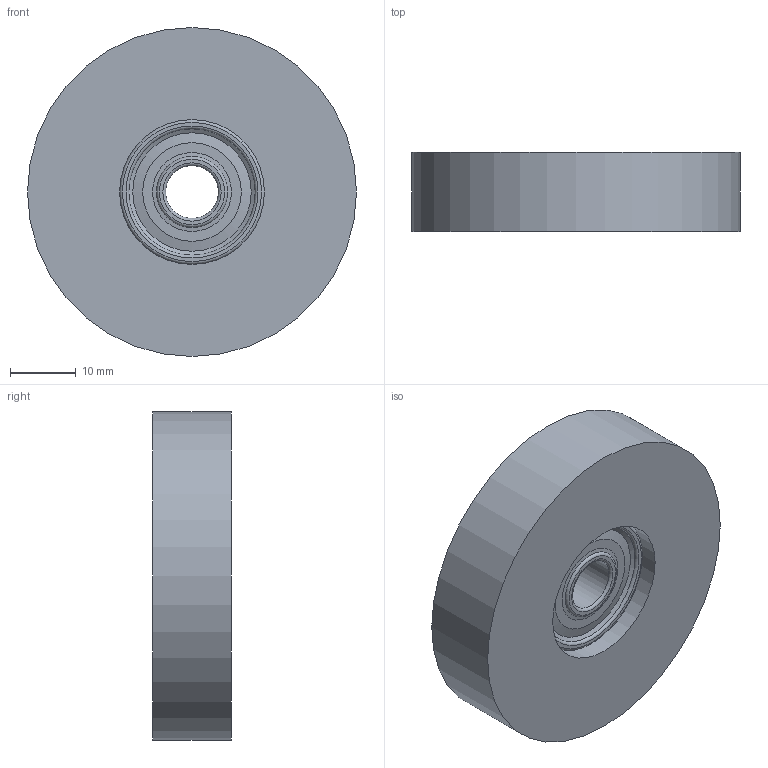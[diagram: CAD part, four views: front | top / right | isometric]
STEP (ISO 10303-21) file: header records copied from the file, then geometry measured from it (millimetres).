
FILE_DESCRIPTION(/* description */ (''),/* implementation_level */ '2;1');
FILE_NAME(/* name */ 'F0850-12 v1.step',/* time_stamp */ '2023-09-19T19:02:16+08:00',/* author */ (''),/* organization */ (''),/* preprocessor_version */ 'ST-DEVELOPER v20',/* originating_system */ 'Autodesk Translation Framework v12.14.0.127',/* authorisation */ '');
FILE_SCHEMA (('AUTOMOTIVE_DESIGN { 1 0 10303 214 3 1 1 }'));
Length unit declared in the file: millimetre
Products named in the file (1): F0850-12
Bounding box: 50 x 12 x 50 mm (x, y, z)
Volume: 20141.3 mm3; surface area: 7118 mm2
Topology: 1 solids, 2 shells, 27 faces, 46 edges, 27 vertices
Faces by surface type: torus 9, plane 8, cone 6, cylinder 4
Full cylindrical faces by diameter (mm): 8 x1, 22 x2, 50 x1
Entity records: 687 total; most frequent: DIRECTION 138, CARTESIAN_POINT 101, ORIENTED_EDGE 92, AXIS2_PLACEMENT_3D 64, EDGE_CURVE 46, CIRCLE 36, EDGE_LOOP 35, FACE_OUTER_BOUND 27
